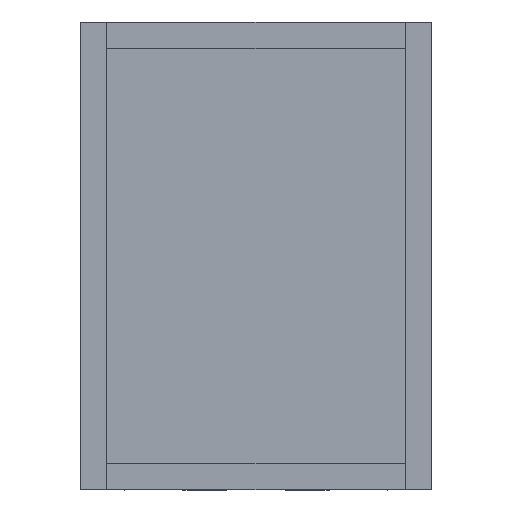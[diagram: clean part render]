
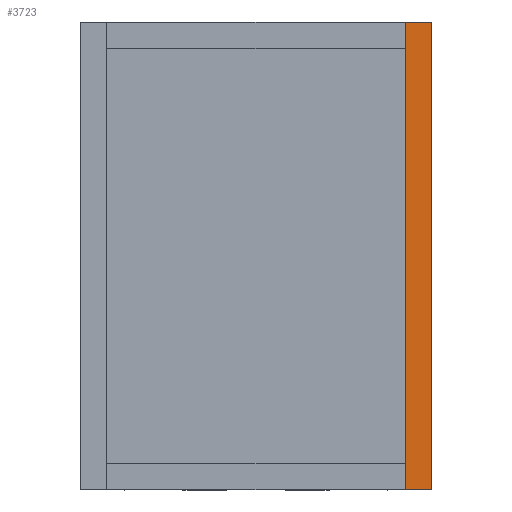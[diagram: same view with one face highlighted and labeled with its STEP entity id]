
A CAD part, top view. The second image highlights one B-rep face of the part: STEP entity #3723.
In plain terms, the highlighted planar face has unit normal (0, 0, 1).
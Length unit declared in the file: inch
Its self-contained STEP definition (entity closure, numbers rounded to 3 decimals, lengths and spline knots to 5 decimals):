
#93=FACE_OUTER_BOUND('',#283,.T.);
#283=EDGE_LOOP('',(#2623,#2624,#2625,#2626));
#542=LINE('',#5308,#1082);
#544=LINE('',#5312,#1084);
#545=LINE('',#5314,#1085);
#546=LINE('',#5315,#1086);
#1082=VECTOR('',#4330,0.3937);
#1084=VECTOR('',#4334,0.3937);
#1085=VECTOR('',#4335,0.3937);
#1086=VECTOR('',#4336,0.3937);
#1587=VERTEX_POINT('',#5305);
#1588=VERTEX_POINT('',#5307);
#1589=VERTEX_POINT('',#5311);
#1590=VERTEX_POINT('',#5313);
#1982=EDGE_CURVE('',#1587,#1588,#542,.T.);
#1984=EDGE_CURVE('',#1587,#1589,#544,.T.);
#1985=EDGE_CURVE('',#1589,#1590,#545,.T.);
#1986=EDGE_CURVE('',#1590,#1588,#546,.T.);
#2623=ORIENTED_EDGE('',*,*,#1984,.T.);
#2624=ORIENTED_EDGE('',*,*,#1985,.T.);
#2625=ORIENTED_EDGE('',*,*,#1986,.T.);
#2626=ORIENTED_EDGE('',*,*,#1982,.F.);
#3533=PLANE('',#3978);
#3723=ADVANCED_FACE('',(#93),#3533,.F.);
#3978=AXIS2_PLACEMENT_3D('',#5310,#4332,#4333);
#4330=DIRECTION('',(-1.,0.,0.));
#4332=DIRECTION('center_axis',(0.,0.,-1.));
#4333=DIRECTION('ref_axis',(0.,-1.,0.));
#4334=DIRECTION('',(0.,1.,0.));
#4335=DIRECTION('',(-1.,0.,0.));
#4336=DIRECTION('',(0.,-1.,0.));
#5305=CARTESIAN_POINT('',(1.125,-1.5,1.5));
#5307=CARTESIAN_POINT('',(0.9565,-1.5,1.5));
#5308=CARTESIAN_POINT('',(1.125,-1.5,1.5));
#5310=CARTESIAN_POINT('Origin',(1.125,1.5,1.5));
#5311=CARTESIAN_POINT('',(1.125,1.5,1.5));
#5312=CARTESIAN_POINT('',(1.125,-1.5,1.5));
#5313=CARTESIAN_POINT('',(0.9565,1.5,1.5));
#5314=CARTESIAN_POINT('',(1.125,1.5,1.5));
#5315=CARTESIAN_POINT('',(0.9565,-1.5,1.5));
